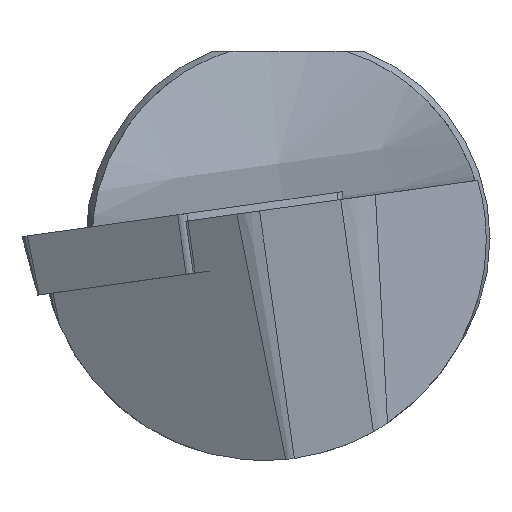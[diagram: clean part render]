
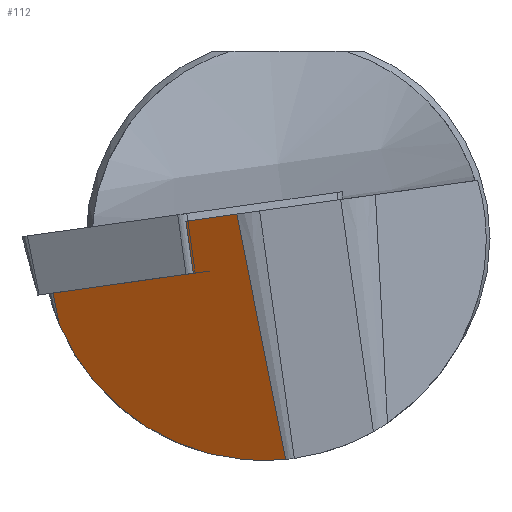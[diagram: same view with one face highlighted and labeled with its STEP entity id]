
A CAD part, left-side view. The second image highlights one B-rep face of the part: STEP entity #112.
In plain terms, the highlighted planar face has unit normal (-0.88, 0.437, -0.184).
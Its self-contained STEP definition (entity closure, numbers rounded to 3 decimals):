
#112=ADVANCED_FACE('',(#169),#150,.T.);
#150=PLANE('',#717);
#169=FACE_OUTER_BOUND('',#206,.T.);
#206=EDGE_LOOP('',(#258,#259,#260,#261,#262,#263));
#245=ELLIPSE('',#716,9.995,8.8);
#258=ORIENTED_EDGE('',*,*,#519,.F.);
#259=ORIENTED_EDGE('',*,*,#520,.F.);
#260=ORIENTED_EDGE('',*,*,#521,.F.);
#261=ORIENTED_EDGE('',*,*,#522,.T.);
#262=ORIENTED_EDGE('',*,*,#523,.T.);
#263=ORIENTED_EDGE('',*,*,#524,.T.);
#454=VERTEX_POINT('',#972);
#455=VERTEX_POINT('',#973);
#456=VERTEX_POINT('',#975);
#457=VERTEX_POINT('',#977);
#458=VERTEX_POINT('',#979);
#459=VERTEX_POINT('',#981);
#519=EDGE_CURVE('',#454,#455,#616,.T.);
#520=EDGE_CURVE('',#456,#454,#617,.T.);
#521=EDGE_CURVE('',#457,#456,#618,.T.);
#522=EDGE_CURVE('',#457,#458,#245,.T.);
#523=EDGE_CURVE('',#458,#459,#619,.T.);
#524=EDGE_CURVE('',#459,#455,#620,.T.);
#616=LINE('',#971,#666);
#617=LINE('',#974,#667);
#618=LINE('',#976,#668);
#619=LINE('',#980,#669);
#620=LINE('',#982,#670);
#666=VECTOR('',#788,1.);
#667=VECTOR('',#789,1.);
#668=VECTOR('',#790,1.);
#669=VECTOR('',#793,1.);
#670=VECTOR('',#794,1.);
#716=AXIS2_PLACEMENT_3D('',#978,#791,#792);
#717=AXIS2_PLACEMENT_3D('',#983,#795,#796);
#788=DIRECTION('',(-0.137,0.138,0.981));
#789=DIRECTION('',(-0.462,-0.878,0.123));
#790=DIRECTION('',(-0.108,0.194,0.975));
#791=DIRECTION('',(-0.88,0.437,-0.184));
#792=DIRECTION('',(0.474,0.811,-0.342));
#793=DIRECTION('',(-0.108,0.194,0.975));
#794=DIRECTION('',(0.462,0.878,-0.123));
#795=DIRECTION('',(-0.88,0.437,-0.184));
#796=DIRECTION('',(0.445,0.896,0.));
#971=CARTESIAN_POINT('',(1.533,4.027,0.57));
#972=CARTESIAN_POINT('',(1.806,3.752,-1.385));
#973=CARTESIAN_POINT('',(1.518,4.042,0.675));
#974=CARTESIAN_POINT('',(4.727,9.308,-2.166));
#975=CARTESIAN_POINT('',(4.727,9.308,-2.166));
#976=CARTESIAN_POINT('',(4.468,9.773,0.172));
#977=CARTESIAN_POINT('',(4.866,9.059,-3.417));
#978=CARTESIAN_POINT('',(0.126,0.95,0.));
#979=CARTESIAN_POINT('',(1.536,0.094,-8.758));
#980=CARTESIAN_POINT('',(0.426,2.084,1.253));
#981=CARTESIAN_POINT('',(0.459,2.026,0.958));
#982=CARTESIAN_POINT('',(0.233,1.597,1.018));
#983=CARTESIAN_POINT('',(4.468,9.773,0.172));
